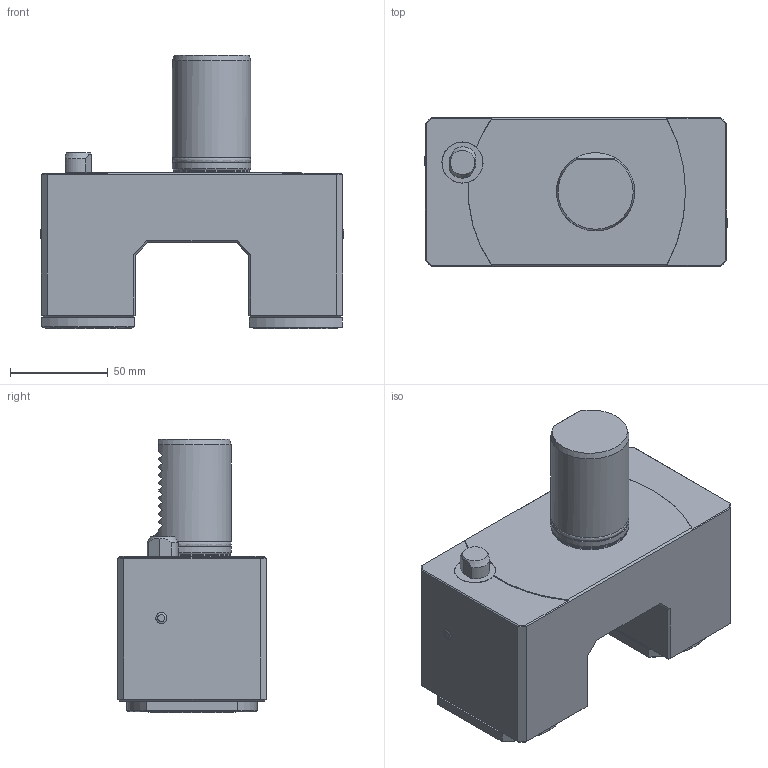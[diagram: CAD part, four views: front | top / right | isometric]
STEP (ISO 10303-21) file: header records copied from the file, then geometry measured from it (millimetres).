
FILE_DESCRIPTION(/* description */ (''),/* implementation_level */ '2;1');
FILE_NAME(/* name */ '1617614488482.stp',/* time_stamp */ '2021-04-05T11:21:37+02:00',/* author */ (''),/* organization */ ('SMS'),/* preprocessor_version */ 'ST-DEVELOPER v16.7',/* originating_system */ 'SIEMENS PLM Software NX 12.0',/* authorisation */ '');
FILE_SCHEMA (('AUTOMOTIVE_DESIGN { 1 0 10303 214 3 1 1 1 }'));
Length unit declared in the file: millimetre
Products named in the file (1): 203458998mod000_00
Bounding box: 155.08 x 76 x 140 mm (x, y, z)
Volume: 776417 mm3; surface area: 78816.2 mm2
Topology: 1 solids, 1 shells, 209 faces, 490 edges, 312 vertices
Faces by surface type: plane 129, cylinder 50, cone 12, sphere 10, torus 5, bspline 3
Full cylindrical faces by diameter (mm): 2.5 x2, 4.5 x8, 5.7 x2, 7.2 x4, 8 x4, 12 x1, 21 x1, 31.6 x2, 36.5 x2, 39 x1, 40 x4
Entity records: 6069 total; most frequent: CARTESIAN_POINT 1637, DIRECTION 923, ORIENTED_EDGE 798, EDGE_CURVE 399, AXIS2_PLACEMENT_3D 359, EDGE_LOOP 302, VERTEX_POINT 281, LINE 205
